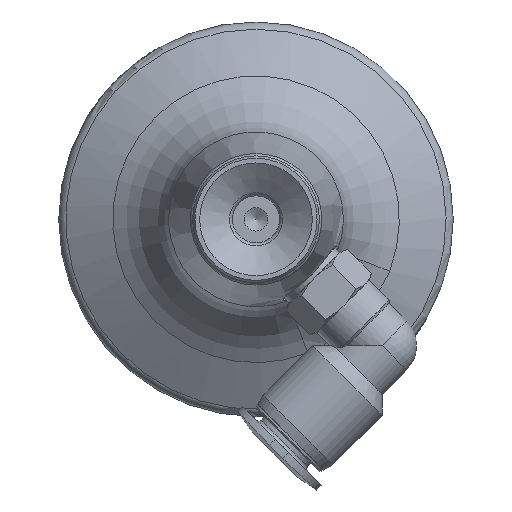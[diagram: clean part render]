
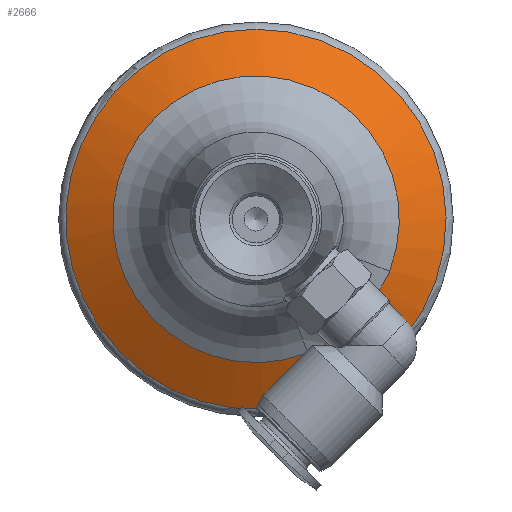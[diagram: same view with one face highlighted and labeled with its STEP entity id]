
A CAD part, left-side view. The second image highlights one B-rep face of the part: STEP entity #2666.
In plain terms, the highlighted conical face has half-angle 60.742 degrees and reference radius 10.29 mm.
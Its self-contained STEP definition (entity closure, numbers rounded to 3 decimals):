
#438=CONICAL_SURFACE('',#3465,10.29,1.06);
#482=B_SPLINE_CURVE_WITH_KNOTS('',3,(#5252,#5253,#5254,#5255,#5256,#5257,
#5258),.UNSPECIFIED.,.F.,.F.,(4,1,1,1,4),(0.,0.003,0.006,
0.009,0.012),.UNSPECIFIED.);
#1116=ORIENTED_EDGE('',*,*,#1459,.T.);
#1117=ORIENTED_EDGE('',*,*,#1460,.T.);
#1118=ORIENTED_EDGE('',*,*,#1461,.T.);
#1459=EDGE_CURVE('',#1689,#1689,#1860,.T.);
#1460=EDGE_CURVE('',#1690,#1691,#1861,.T.);
#1461=EDGE_CURVE('',#1691,#1690,#482,.T.);
#1689=VERTEX_POINT('',#5248);
#1690=VERTEX_POINT('',#5250);
#1691=VERTEX_POINT('',#5251);
#1860=CIRCLE('',#3466,20.233);
#1861=CIRCLE('',#3467,15.254);
#2125=EDGE_LOOP('',(#1116));
#2126=EDGE_LOOP('',(#1117,#1118));
#2417=FACE_BOUND('',#2125,.T.);
#2418=FACE_BOUND('',#2126,.T.);
#2666=ADVANCED_FACE('',(#2417,#2418),#438,.T.);
#3465=AXIS2_PLACEMENT_3D('',#5246,#4211,#4212);
#3466=AXIS2_PLACEMENT_3D('',#5247,#4213,#4214);
#3467=AXIS2_PLACEMENT_3D('',#5249,#4215,#4216);
#4211=DIRECTION('',(1.,0.,0.));
#4212=DIRECTION('',(0.,0.,-1.));
#4213=DIRECTION('',(-1.,0.,0.));
#4214=DIRECTION('',(0.,0.,1.));
#4215=DIRECTION('',(1.,0.,0.));
#4216=DIRECTION('',(0.,0.,-1.));
#5246=CARTESIAN_POINT('',(30.,0.,0.));
#5247=CARTESIAN_POINT('',(35.57,0.,0.));
#5248=CARTESIAN_POINT('',(35.57,0.,20.233));
#5249=CARTESIAN_POINT('',(32.781,0.,0.));
#5250=CARTESIAN_POINT('',(32.781,-5.525,-14.219));
#5251=CARTESIAN_POINT('',(32.781,-14.219,-5.525));
#5252=CARTESIAN_POINT('',(32.781,-14.219,-5.525));
#5253=CARTESIAN_POINT('',(32.781,-13.835,-6.512));
#5254=CARTESIAN_POINT('',(32.679,-12.731,-8.263));
#5255=CARTESIAN_POINT('',(32.486,-10.496,-10.488));
#5256=CARTESIAN_POINT('',(32.677,-8.292,-12.709));
#5257=CARTESIAN_POINT('',(32.781,-6.508,-13.837));
#5258=CARTESIAN_POINT('',(32.781,-5.525,-14.219));
